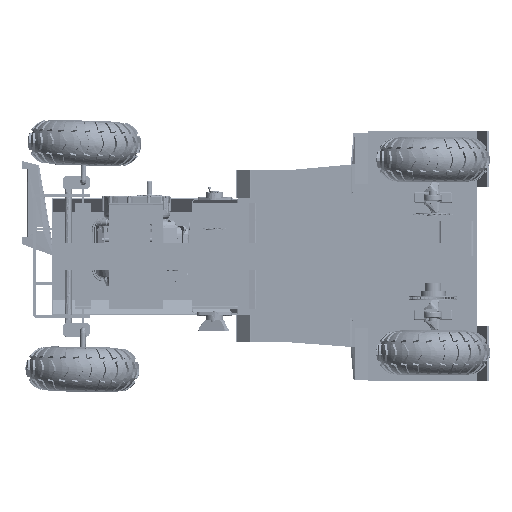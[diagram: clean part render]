
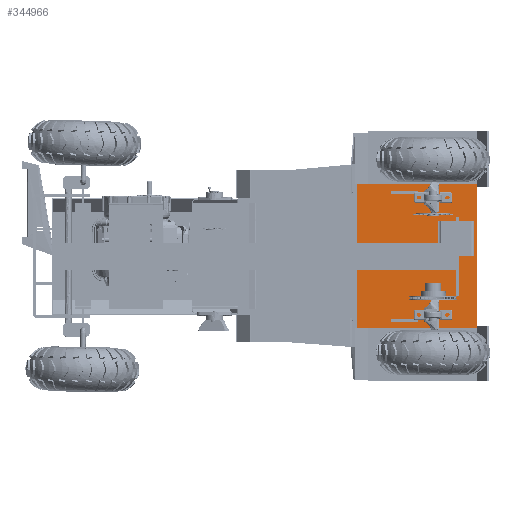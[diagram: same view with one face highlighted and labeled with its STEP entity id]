
A CAD part, front view. The second image highlights one B-rep face of the part: STEP entity #344966.
In plain terms, the highlighted free-form (B-spline) face has degree [1, 1] with [2, 2] control points.
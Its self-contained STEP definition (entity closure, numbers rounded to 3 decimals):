
#344846 = EDGE_CURVE('',#344847,#344849,#344851,.T.);
#344847 = VERTEX_POINT('',#344848);
#344848 = CARTESIAN_POINT('',(808.517,210.383,
    446.739));
#344849 = VERTEX_POINT('',#344850);
#344850 = CARTESIAN_POINT('',(374.866,210.383,
    446.739));
#344851 = B_SPLINE_CURVE_WITH_KNOTS('',1,(#344852,#344853),
  .UNSPECIFIED.,.F.,.F.,(2,2),(0.,450.),.PIECEWISE_BEZIER_KNOTS.);
#344852 = CARTESIAN_POINT('',(808.517,210.383,
    446.739));
#344853 = CARTESIAN_POINT('',(374.866,210.383,
    446.739));
#344882 = EDGE_CURVE('',#344883,#344847,#344885,.T.);
#344883 = VERTEX_POINT('',#344884);
#344884 = CARTESIAN_POINT('',(808.517,210.383,
    -64.159));
#344885 = B_SPLINE_CURVE_WITH_KNOTS('',1,(#344886,#344887),
  .UNSPECIFIED.,.F.,.F.,(2,2),(0.,530.16),.PIECEWISE_BEZIER_KNOTS.);
#344886 = CARTESIAN_POINT('',(808.517,210.383,
    -64.159));
#344887 = CARTESIAN_POINT('',(808.517,210.383,
    446.739));
#344910 = EDGE_CURVE('',#344911,#344883,#344913,.T.);
#344911 = VERTEX_POINT('',#344912);
#344912 = CARTESIAN_POINT('',(374.866,210.383,
    -64.159));
#344913 = B_SPLINE_CURVE_WITH_KNOTS('',1,(#344914,#344915),
  .UNSPECIFIED.,.F.,.F.,(2,2),(-450.,-0.),.PIECEWISE_BEZIER_KNOTS.);
#344914 = CARTESIAN_POINT('',(374.866,210.383,
    -64.159));
#344915 = CARTESIAN_POINT('',(808.517,210.383,
    -64.159));
#344938 = EDGE_CURVE('',#344849,#344911,#344939,.T.);
#344939 = B_SPLINE_CURVE_WITH_KNOTS('',1,(#344940,#344941),
  .UNSPECIFIED.,.F.,.F.,(2,2),(-530.16,-0.),.PIECEWISE_BEZIER_KNOTS.);
#344940 = CARTESIAN_POINT('',(374.866,210.383,
    446.739));
#344941 = CARTESIAN_POINT('',(374.866,210.383,
    -64.159));
#344966 = ADVANCED_FACE('',(#344967),#344973,.F.);
#344967 = FACE_BOUND('',#344968,.T.);
#344968 = EDGE_LOOP('',(#344969,#344970,#344971,#344972));
#344969 = ORIENTED_EDGE('',*,*,#344846,.T.);
#344970 = ORIENTED_EDGE('',*,*,#344938,.T.);
#344971 = ORIENTED_EDGE('',*,*,#344910,.T.);
#344972 = ORIENTED_EDGE('',*,*,#344882,.T.);
#344973 = B_SPLINE_SURFACE_WITH_KNOTS('',1,1,(
    (#344974,#344975)
    ,(#344976,#344977
    )),.UNSPECIFIED.,.F.,.F.,.F.,(2,2),(2,2),(-265.08,265.08),(-225.,
    225.),.PIECEWISE_BEZIER_KNOTS.);
#344974 = CARTESIAN_POINT('',(808.517,210.383,
    446.739));
#344975 = CARTESIAN_POINT('',(374.866,210.383,
    446.739));
#344976 = CARTESIAN_POINT('',(808.517,210.383,
    -64.159));
#344977 = CARTESIAN_POINT('',(374.866,210.383,
    -64.159));
